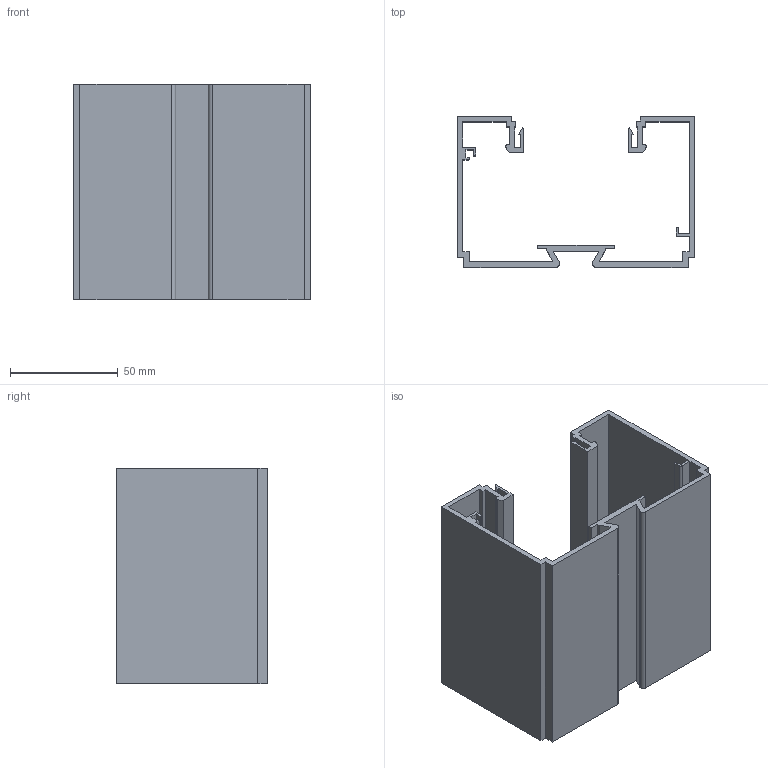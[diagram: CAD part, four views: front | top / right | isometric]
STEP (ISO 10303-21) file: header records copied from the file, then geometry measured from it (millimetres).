
FILE_DESCRIPTION (( 'STEP AP214' ), '1' );
FILE_NAME ('6132722.stp', '2020-04-02T13:14:48', ( '' ), ( '' ), 'SwSTEP 2.0', 'SolidWorks 2018', '' );
FILE_SCHEMA (( 'AUTOMOTIVE_DESIGN' ));
Length unit declared in the file: millimetre
Products named in the file (1): 6132722
Bounding box: 110 x 70 x 100 mm (x, y, z)
Volume: 95679.4 mm3; surface area: 82512.7 mm2
Topology: 1 solids, 1 shells, 96 faces, 282 edges, 188 vertices
Faces by surface type: plane 79, cylinder 17
Entity records: 4250 total; most frequent: CARTESIAN_POINT 567, ORIENTED_EDGE 564, DIRECTION 510, EDGE_CURVE 282, VECTOR 248, LINE 248, VERTEX_POINT 188, AXIS2_PLACEMENT_3D 131
